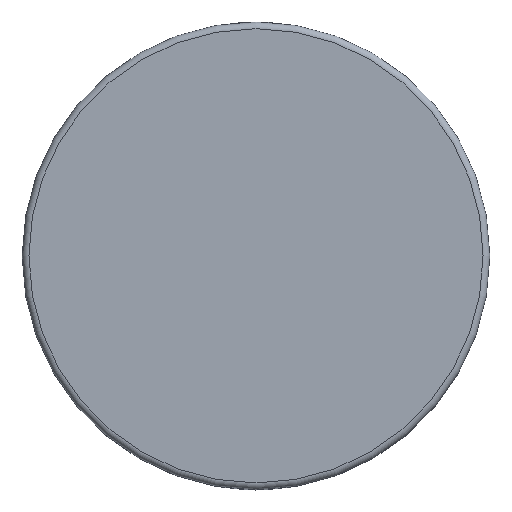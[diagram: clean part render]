
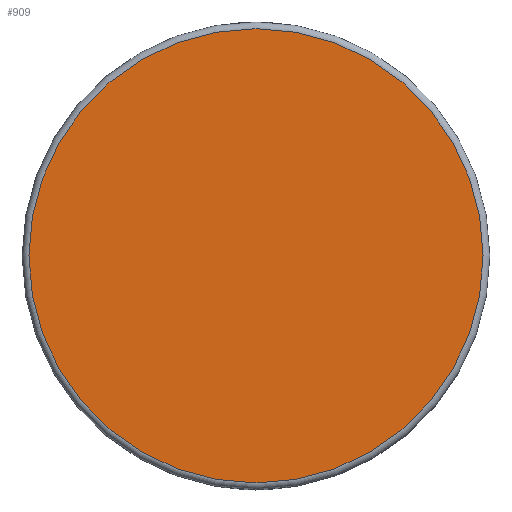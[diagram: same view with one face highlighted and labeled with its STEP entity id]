
A CAD part, top view. The second image highlights one B-rep face of the part: STEP entity #909.
In plain terms, the highlighted planar face has unit normal (0, 0, 1).
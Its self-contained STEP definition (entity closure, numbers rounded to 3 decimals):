
#868 = VERTEX_POINT('',#869);
#869 = CARTESIAN_POINT('',(101.,0.,86.));
#878 = EDGE_CURVE('',#868,#868,#879,.T.);
#879 = CIRCLE('',#880,101.);
#880 = AXIS2_PLACEMENT_3D('',#881,#882,#883);
#881 = CARTESIAN_POINT('',(0.,0.,86.));
#882 = DIRECTION('',(0.,0.,1.));
#883 = DIRECTION('',(1.,0.,-0.));
#909 = ADVANCED_FACE('',(#910),#913,.T.);
#910 = FACE_BOUND('',#911,.T.);
#911 = EDGE_LOOP('',(#912));
#912 = ORIENTED_EDGE('',*,*,#878,.T.);
#913 = PLANE('',#914);
#914 = AXIS2_PLACEMENT_3D('',#915,#916,#917);
#915 = CARTESIAN_POINT('',(0.,0.,86.));
#916 = DIRECTION('',(0.,0.,1.));
#917 = DIRECTION('',(1.,0.,0.));
